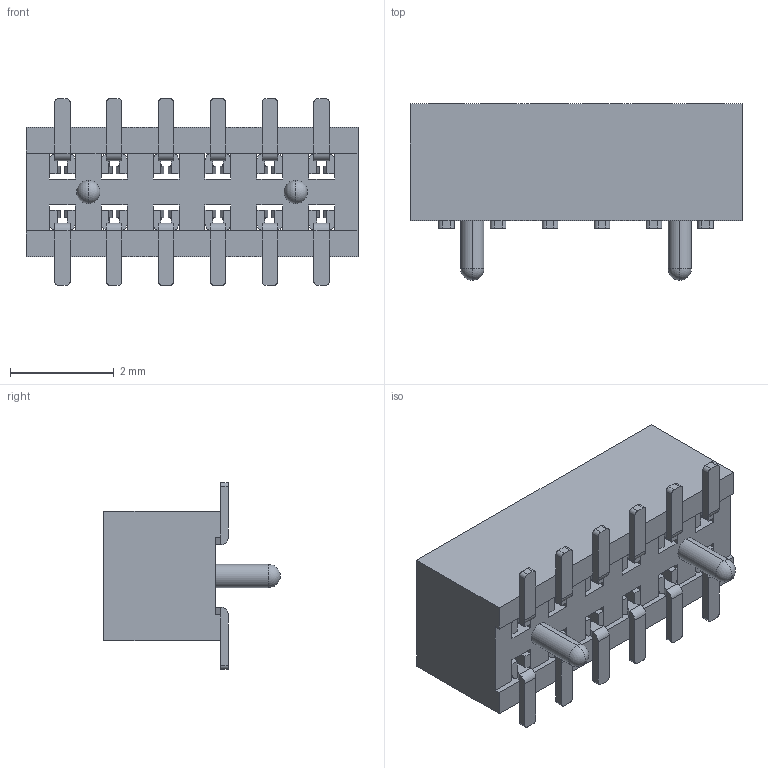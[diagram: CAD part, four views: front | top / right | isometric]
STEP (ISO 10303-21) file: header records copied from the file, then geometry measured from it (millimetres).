
FILE_DESCRIPTION (( 'STEP AP214' ), '1' );
FILE_NAME ('M40-3100645R.STEP', '2020-04-08T12:41:38', ( '' ), ( '' ), 'SwSTEP 2.0', 'SolidWorks 2018', '' );
FILE_SCHEMA (( 'AUTOMOTIVE_DESIGN' ));
Length unit declared in the file: millimetre
Products named in the file (1): M40-3100645R
Bounding box: 6.4 x 3.4 x 3.6 mm (x, y, z)
Volume: 31.1 mm3; surface area: 167.3 mm2
Topology: 13 solids, 13 shells, 642 faces, 1644 edges, 1014 vertices
Faces by surface type: plane 454, cylinder 184, sphere 4
Entity records: 24675 total; most frequent: CARTESIAN_POINT 3577, ORIENTED_EDGE 3272, DIRECTION 3150, EDGE_CURVE 1636, VECTOR 1264, LINE 1264, VERTEX_POINT 1010, AXIS2_PLACEMENT_3D 943
